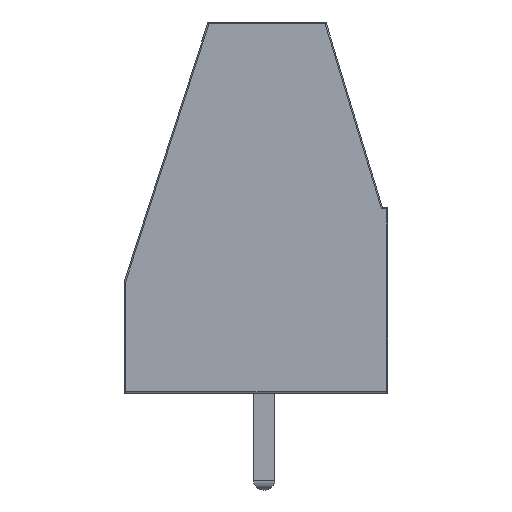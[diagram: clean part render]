
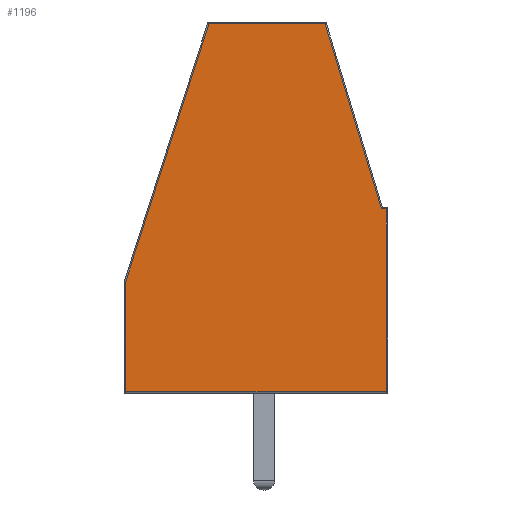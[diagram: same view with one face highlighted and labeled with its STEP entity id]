
A CAD part, left-side view. The second image highlights one B-rep face of the part: STEP entity #1196.
In plain terms, the highlighted planar face has unit normal (-1, 0, 0).
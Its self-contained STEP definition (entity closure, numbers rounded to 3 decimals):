
#167 = VERTEX_POINT('',#168);
#168 = CARTESIAN_POINT('',(-2.54,-2.263,13.85));
#183 = EDGE_CURVE('',#184,#167,#186,.T.);
#184 = VERTEX_POINT('',#185);
#185 = CARTESIAN_POINT('',(-2.54,-4.363,6.95));
#186 = LINE('',#187,#188);
#187 = CARTESIAN_POINT('',(-2.54,-4.352,6.985));
#188 = VECTOR('',#189,1.);
#189 = DIRECTION('',(0.,0.291,0.957));
#1176 = VERTEX_POINT('',#1177);
#1177 = CARTESIAN_POINT('',(-2.54,-4.55,6.95));
#1186 = EDGE_CURVE('',#1176,#184,#1187,.T.);
#1187 = LINE('',#1188,#1189);
#1188 = CARTESIAN_POINT('',(-2.54,-4.6,6.95));
#1189 = VECTOR('',#1190,1.);
#1190 = DIRECTION('',(0.,1.,0.));
#1196 = ADVANCED_FACE('',(#1197),#1239,.T.);
#1197 = FACE_BOUND('',#1198,.T.);
#1198 = EDGE_LOOP('',(#1199,#1209,#1215,#1216,#1217,#1225,#1233));
#1199 = ORIENTED_EDGE('',*,*,#1200,.T.);
#1200 = EDGE_CURVE('',#1201,#1203,#1205,.T.);
#1201 = VERTEX_POINT('',#1202);
#1202 = CARTESIAN_POINT('',(-2.54,5.15,0.15));
#1203 = VERTEX_POINT('',#1204);
#1204 = CARTESIAN_POINT('',(-2.54,-4.55,0.15));
#1205 = LINE('',#1206,#1207);
#1206 = CARTESIAN_POINT('',(-2.54,5.2,0.15));
#1207 = VECTOR('',#1208,1.);
#1208 = DIRECTION('',(0.,-1.,0.));
#1209 = ORIENTED_EDGE('',*,*,#1210,.T.);
#1210 = EDGE_CURVE('',#1203,#1176,#1211,.T.);
#1211 = LINE('',#1212,#1213);
#1212 = CARTESIAN_POINT('',(-2.54,-4.55,0.1));
#1213 = VECTOR('',#1214,1.);
#1214 = DIRECTION('',(0.,0.,1.));
#1215 = ORIENTED_EDGE('',*,*,#1186,.T.);
#1216 = ORIENTED_EDGE('',*,*,#183,.T.);
#1217 = ORIENTED_EDGE('',*,*,#1218,.T.);
#1218 = EDGE_CURVE('',#167,#1219,#1221,.T.);
#1219 = VERTEX_POINT('',#1220);
#1220 = CARTESIAN_POINT('',(-2.54,2.044,13.85));
#1221 = LINE('',#1222,#1223);
#1222 = CARTESIAN_POINT('',(-2.54,-2.3,13.85));
#1223 = VECTOR('',#1224,1.);
#1224 = DIRECTION('',(0.,1.,0.));
#1225 = ORIENTED_EDGE('',*,*,#1226,.T.);
#1226 = EDGE_CURVE('',#1219,#1227,#1229,.T.);
#1227 = VERTEX_POINT('',#1228);
#1228 = CARTESIAN_POINT('',(-2.54,5.15,4.232));
#1229 = LINE('',#1230,#1231);
#1230 = CARTESIAN_POINT('',(-2.54,2.032,13.885));
#1231 = VECTOR('',#1232,1.);
#1232 = DIRECTION('',(0.,0.307,-0.952));
#1233 = ORIENTED_EDGE('',*,*,#1234,.T.);
#1234 = EDGE_CURVE('',#1227,#1201,#1235,.T.);
#1235 = LINE('',#1236,#1237);
#1236 = CARTESIAN_POINT('',(-2.54,5.15,4.24));
#1237 = VECTOR('',#1238,1.);
#1238 = DIRECTION('',(0.,0.,-1.));
#1239 = PLANE('',#1240);
#1240 = AXIS2_PLACEMENT_3D('',#1241,#1242,#1243);
#1241 = CARTESIAN_POINT('',(-2.54,0.097,6.175));
#1242 = DIRECTION('',(-1.,0.,0.));
#1243 = DIRECTION('',(0.,0.,-1.));
